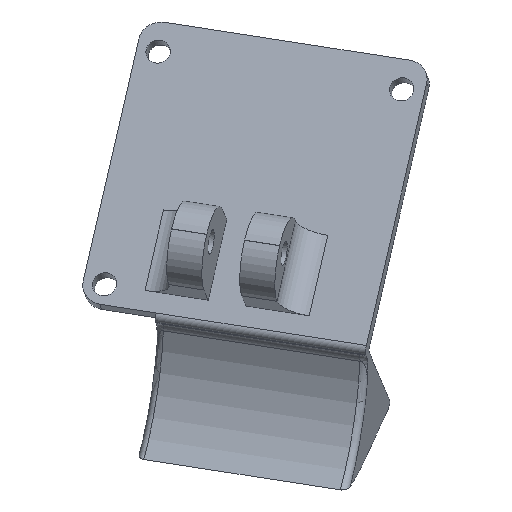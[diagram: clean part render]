
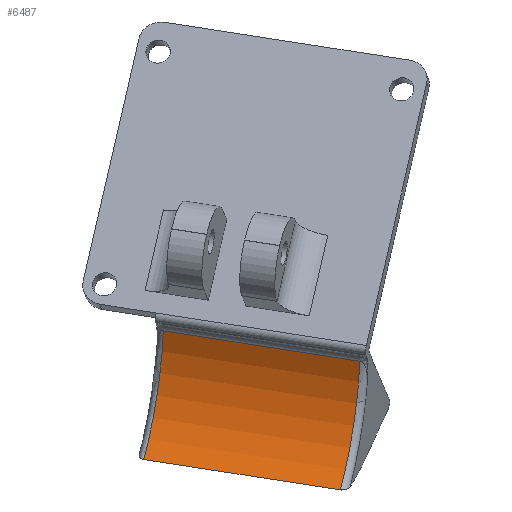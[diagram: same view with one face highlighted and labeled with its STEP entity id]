
A CAD part, isometric view. The second image highlights one B-rep face of the part: STEP entity #6487.
In plain terms, the highlighted cylindrical face has radius 18.852 mm (diameter 37.704 mm), a partial arc.
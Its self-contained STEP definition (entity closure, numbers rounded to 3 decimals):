
#1265 = PLANE('',#1266);
#1266 = AXIS2_PLACEMENT_3D('',#1267,#1268,#1269);
#1267 = CARTESIAN_POINT('',(-8.,8.297,
    110.072));
#1268 = DIRECTION('',(0.,0.179,0.984)
  );
#1269 = DIRECTION('',(0.,0.984,-0.179)
  );
#1298 = TOROIDAL_SURFACE('',#1299,19.852,1.);
#1299 = AXIS2_PLACEMENT_3D('',#1300,#1301,#1302);
#1300 = CARTESIAN_POINT('',(21.,0.,127.));
#1301 = DIRECTION('',(-1.,0.,0.));
#1302 = DIRECTION('',(0.,0.44,-0.898
    ));
#4000 = CYLINDRICAL_SURFACE('',#4001,2.);
#4001 = AXIS2_PLACEMENT_3D('',#4002,#4003,#4004);
#4002 = CARTESIAN_POINT('',(-7.,16.719,
    124.892));
#4003 = DIRECTION('',(1.,0.,0.));
#4004 = DIRECTION('',(0.,0.992,-0.125
    ));
#4166 = VERTEX_POINT('',#4167);
#4167 = CARTESIAN_POINT('',(21.,18.704,
    124.641));
#4345 = EDGE_CURVE('',#4346,#4166,#4348,.T.);
#4346 = VERTEX_POINT('',#4347);
#4347 = CARTESIAN_POINT('',(21.,8.297,
    110.072));
#4348 = SURFACE_CURVE('',#4349,(#4354,#4361),.PCURVE_S1.);
#4349 = CIRCLE('',#4350,18.852);
#4350 = AXIS2_PLACEMENT_3D('',#4351,#4352,#4353);
#4351 = CARTESIAN_POINT('',(21.,0.,127.));
#4352 = DIRECTION('',(1.,0.,0.));
#4353 = DIRECTION('',(0.,0.44,-0.898
    ));
#4354 = PCURVE('',#1298,#4355);
#4355 = DEFINITIONAL_REPRESENTATION('',(#4356),#4360);
#4356 = LINE('',#4357,#4358);
#4357 = CARTESIAN_POINT('',(-0.,3.142));
#4358 = VECTOR('',#4359,1.);
#4359 = DIRECTION('',(-1.,0.));
#4360 = ( GEOMETRIC_REPRESENTATION_CONTEXT(2) 
PARAMETRIC_REPRESENTATION_CONTEXT() REPRESENTATION_CONTEXT('2D SPACE',''
  ) );
#4361 = PCURVE('',#4362,#4367);
#4362 = CYLINDRICAL_SURFACE('',#4363,18.852);
#4363 = AXIS2_PLACEMENT_3D('',#4364,#4365,#4366);
#4364 = CARTESIAN_POINT('',(-8.,0.,127.));
#4365 = DIRECTION('',(-1.,0.,0.));
#4366 = DIRECTION('',(0.,1.,0.));
#4367 = DEFINITIONAL_REPRESENTATION('',(#4368),#4372);
#4368 = LINE('',#4369,#4370);
#4369 = CARTESIAN_POINT('',(-5.168,-29.));
#4370 = VECTOR('',#4371,1.);
#4371 = DIRECTION('',(-1.,0.));
#4372 = ( GEOMETRIC_REPRESENTATION_CONTEXT(2) 
PARAMETRIC_REPRESENTATION_CONTEXT() REPRESENTATION_CONTEXT('2D SPACE',''
  ) );
#4718 = VERTEX_POINT('',#4719);
#4719 = CARTESIAN_POINT('',(-7.,8.297,
    110.072));
#4929 = TOROIDAL_SURFACE('',#4930,19.852,1.);
#4930 = AXIS2_PLACEMENT_3D('',#4931,#4932,#4933);
#4931 = CARTESIAN_POINT('',(-7.,0.,127.));
#4932 = DIRECTION('',(-1.,0.,0.));
#4933 = DIRECTION('',(0.,0.44,-0.898
    ));
#5039 = EDGE_CURVE('',#4718,#4346,#5040,.T.);
#5040 = SURFACE_CURVE('',#5041,(#5045,#5052),.PCURVE_S1.);
#5041 = LINE('',#5042,#5043);
#5042 = CARTESIAN_POINT('',(-8.,8.297,
    110.072));
#5043 = VECTOR('',#5044,1.);
#5044 = DIRECTION('',(1.,0.,0.));
#5045 = PCURVE('',#1265,#5046);
#5046 = DEFINITIONAL_REPRESENTATION('',(#5047),#5051);
#5047 = LINE('',#5048,#5049);
#5048 = CARTESIAN_POINT('',(0.,0.));
#5049 = VECTOR('',#5050,1.);
#5050 = DIRECTION('',(0.,-1.));
#5051 = ( GEOMETRIC_REPRESENTATION_CONTEXT(2) 
PARAMETRIC_REPRESENTATION_CONTEXT() REPRESENTATION_CONTEXT('2D SPACE',''
  ) );
#5052 = PCURVE('',#4362,#5053);
#5053 = DEFINITIONAL_REPRESENTATION('',(#5054),#5058);
#5054 = LINE('',#5055,#5056);
#5055 = CARTESIAN_POINT('',(-5.168,0.));
#5056 = VECTOR('',#5057,1.);
#5057 = DIRECTION('',(-0.,-1.));
#5058 = ( GEOMETRIC_REPRESENTATION_CONTEXT(2) 
PARAMETRIC_REPRESENTATION_CONTEXT() REPRESENTATION_CONTEXT('2D SPACE',''
  ) );
#6319 = VERTEX_POINT('',#6320);
#6320 = CARTESIAN_POINT('',(-7.,18.704,
    124.641));
#6467 = EDGE_CURVE('',#6319,#4166,#6468,.T.);
#6468 = SURFACE_CURVE('',#6469,(#6473,#6480),.PCURVE_S1.);
#6469 = LINE('',#6470,#6471);
#6470 = CARTESIAN_POINT('',(-7.,18.704,
    124.641));
#6471 = VECTOR('',#6472,1.);
#6472 = DIRECTION('',(1.,0.,0.));
#6473 = PCURVE('',#4000,#6474);
#6474 = DEFINITIONAL_REPRESENTATION('',(#6475),#6479);
#6475 = LINE('',#6476,#6477);
#6476 = CARTESIAN_POINT('',(0.,0.));
#6477 = VECTOR('',#6478,1.);
#6478 = DIRECTION('',(0.,1.));
#6479 = ( GEOMETRIC_REPRESENTATION_CONTEXT(2) 
PARAMETRIC_REPRESENTATION_CONTEXT() REPRESENTATION_CONTEXT('2D SPACE',''
  ) );
#6480 = PCURVE('',#4362,#6481);
#6481 = DEFINITIONAL_REPRESENTATION('',(#6482),#6486);
#6482 = LINE('',#6483,#6484);
#6483 = CARTESIAN_POINT('',(-6.158,-1.));
#6484 = VECTOR('',#6485,1.);
#6485 = DIRECTION('',(-0.,-1.));
#6486 = ( GEOMETRIC_REPRESENTATION_CONTEXT(2) 
PARAMETRIC_REPRESENTATION_CONTEXT() REPRESENTATION_CONTEXT('2D SPACE',''
  ) );
#6487 = ADVANCED_FACE('',(#6488),#4362,.F.);
#6488 = FACE_BOUND('',#6489,.T.);
#6489 = EDGE_LOOP('',(#6490,#6512,#6513,#6514));
#6490 = ORIENTED_EDGE('',*,*,#6491,.F.);
#6491 = EDGE_CURVE('',#4718,#6319,#6492,.T.);
#6492 = SURFACE_CURVE('',#6493,(#6498,#6505),.PCURVE_S1.);
#6493 = CIRCLE('',#6494,18.852);
#6494 = AXIS2_PLACEMENT_3D('',#6495,#6496,#6497);
#6495 = CARTESIAN_POINT('',(-7.,0.,127.));
#6496 = DIRECTION('',(1.,0.,0.));
#6497 = DIRECTION('',(0.,0.44,-0.898
    ));
#6498 = PCURVE('',#4362,#6499);
#6499 = DEFINITIONAL_REPRESENTATION('',(#6500),#6504);
#6500 = LINE('',#6501,#6502);
#6501 = CARTESIAN_POINT('',(-5.168,-1.));
#6502 = VECTOR('',#6503,1.);
#6503 = DIRECTION('',(-1.,0.));
#6504 = ( GEOMETRIC_REPRESENTATION_CONTEXT(2) 
PARAMETRIC_REPRESENTATION_CONTEXT() REPRESENTATION_CONTEXT('2D SPACE',''
  ) );
#6505 = PCURVE('',#4929,#6506);
#6506 = DEFINITIONAL_REPRESENTATION('',(#6507),#6511);
#6507 = LINE('',#6508,#6509);
#6508 = CARTESIAN_POINT('',(-0.,3.142));
#6509 = VECTOR('',#6510,1.);
#6510 = DIRECTION('',(-1.,0.));
#6511 = ( GEOMETRIC_REPRESENTATION_CONTEXT(2) 
PARAMETRIC_REPRESENTATION_CONTEXT() REPRESENTATION_CONTEXT('2D SPACE',''
  ) );
#6512 = ORIENTED_EDGE('',*,*,#5039,.T.);
#6513 = ORIENTED_EDGE('',*,*,#4345,.T.);
#6514 = ORIENTED_EDGE('',*,*,#6467,.F.);
